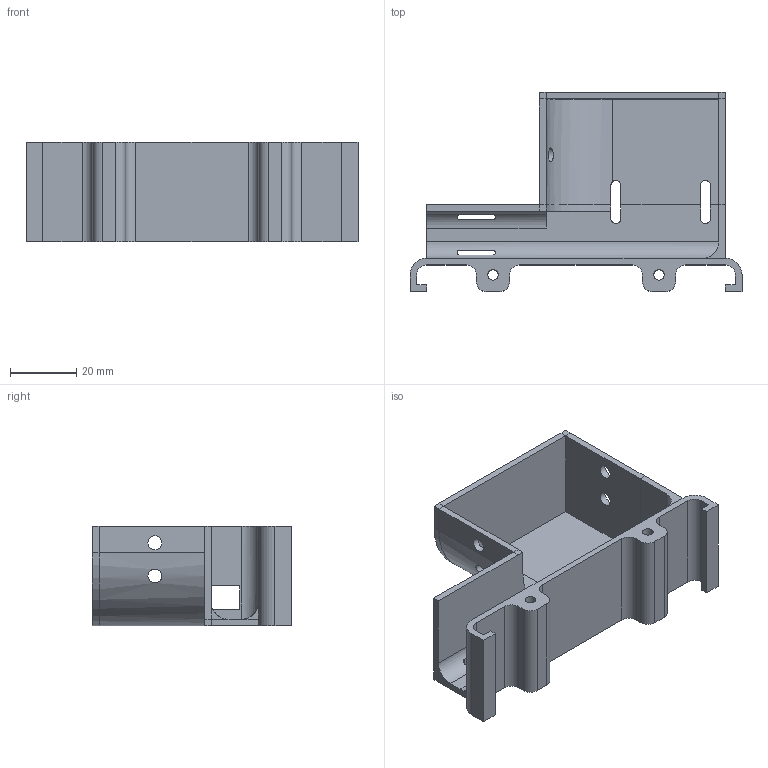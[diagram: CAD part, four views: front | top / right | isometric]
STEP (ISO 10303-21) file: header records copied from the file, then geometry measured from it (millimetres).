
FILE_DESCRIPTION(('FreeCAD Model'),'2;1');
FILE_NAME('Open CASCADE Shape Model','2022-09-15T09:19:40',('Author'),( ''),'Open CASCADE STEP processor 7.5','FreeCAD','Unknown');
FILE_SCHEMA(('AUTOMOTIVE_DESIGN { 1 0 10303 214 1 1 1 1 }'));
Length unit declared in the file: millimetre
Products named in the file (1): Pocket004
Bounding box: 100 x 60 x 30 mm (x, y, z)
Volume: 27437.5 mm3; surface area: 24831.8 mm2
Topology: 1 solids, 1 shells, 105 faces, 296 edges, 189 vertices
Faces by surface type: plane 72, cylinder 33
Full cylindrical faces by diameter (mm): 3.2 x2, 4.2 x4
Entity records: 8296 total; most frequent: CARTESIAN_POINT 2506, DIRECTION 1035, LINE 683, VECTOR 683, ORIENTED_EDGE 592, PCURVE 592, DEFINITIONAL_REPRESENTATION 592, EDGE_CURVE 296
